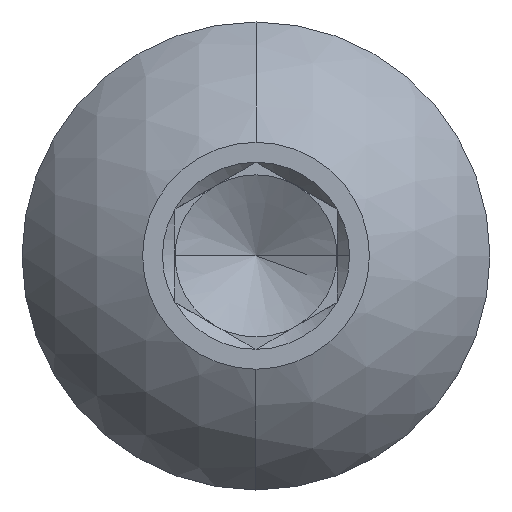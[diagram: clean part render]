
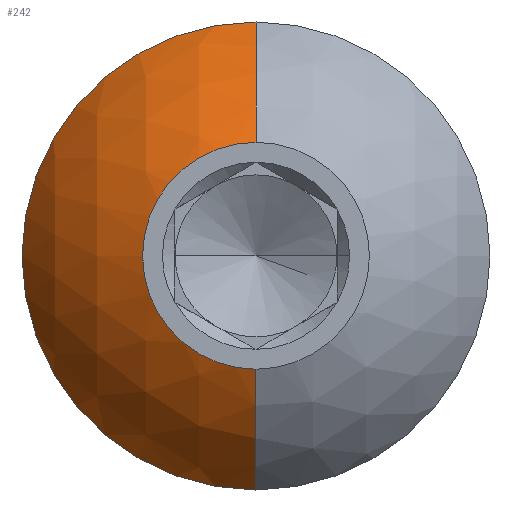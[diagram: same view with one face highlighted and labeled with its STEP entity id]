
A CAD part, top view. The second image highlights one B-rep face of the part: STEP entity #242.
In plain terms, the highlighted spherical face has radius 5.246 mm.
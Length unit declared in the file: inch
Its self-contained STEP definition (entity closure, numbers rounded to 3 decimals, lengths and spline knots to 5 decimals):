
#31 = EDGE_LOOP ( 'NONE', ( #408, #99, #303, #212, #561 ) ) ;
#58 = DIRECTION ( 'NONE',  ( 1., 0., 0. ) ) ;
#71 = DIRECTION ( 'NONE',  ( 0., 0., 1. ) ) ;
#97 = DIRECTION ( 'NONE',  ( 0., 1., 0. ) ) ;
#99 = ORIENTED_EDGE ( 'NONE', *, *, #458, .T. ) ;
#195 = CARTESIAN_POINT ( 'NONE',  ( 0., 0., 0.61343 ) ) ;
#198 = CARTESIAN_POINT ( 'NONE',  ( 0., -0.0875, 0.8005 ) ) ;
#210 = CARTESIAN_POINT ( 'NONE',  ( 0., -0.1805, 0.71379 ) ) ;
#212 = ORIENTED_EDGE ( 'NONE', *, *, #419, .F. ) ;
#229 = CARTESIAN_POINT ( 'NONE',  ( 0., 0., 0.61343 ) ) ;
#234 = AXIS2_PLACEMENT_3D ( 'NONE', #484, #762, #619 ) ;
#242 = ADVANCED_FACE ( 'NONE', ( #866 ), #302, .T. ) ;
#251 = AXIS2_PLACEMENT_3D ( 'NONE', #229, #543, #97 ) ;
#254 = CARTESIAN_POINT ( 'NONE',  ( -0.1805, 0., 0.71379 ) ) ;
#278 = VERTEX_POINT ( 'NONE', #884 ) ;
#302 = SPHERICAL_SURFACE ( 'NONE', #251, 0.20652 ) ;
#303 = ORIENTED_EDGE ( 'NONE', *, *, #867, .F. ) ;
#350 = CARTESIAN_POINT ( 'NONE',  ( 0., 0., 0.61343 ) ) ;
#359 = DIRECTION ( 'NONE',  ( 1., 0., 0. ) ) ;
#383 = CIRCLE ( 'NONE', #823, 0.20652 ) ;
#406 = CARTESIAN_POINT ( 'NONE',  ( 0., 0., 0.71379 ) ) ;
#408 = ORIENTED_EDGE ( 'NONE', *, *, #781, .T. ) ;
#419 = EDGE_CURVE ( 'NONE', #278, #469, #462, .T. ) ;
#420 = DIRECTION ( 'NONE',  ( -1., 0., 0. ) ) ;
#458 = EDGE_CURVE ( 'NONE', #892, #539, #383, .T. ) ;
#462 = CIRCLE ( 'NONE', #581, 0.20652 ) ;
#464 = EDGE_CURVE ( 'NONE', #278, #704, #507, .T. ) ;
#469 = VERTEX_POINT ( 'NONE', #763 ) ;
#484 = CARTESIAN_POINT ( 'NONE',  ( 0., 0., 0.71379 ) ) ;
#495 = DIRECTION ( 'NONE',  ( 0., -1., 0. ) ) ;
#507 = CIRCLE ( 'NONE', #896, 0.1805 ) ;
#539 = VERTEX_POINT ( 'NONE', #198 ) ;
#543 = DIRECTION ( 'NONE',  ( -1., 0., 0. ) ) ;
#561 = ORIENTED_EDGE ( 'NONE', *, *, #464, .T. ) ;
#573 = CARTESIAN_POINT ( 'NONE',  ( 0., 0., 0.8005 ) ) ;
#581 = AXIS2_PLACEMENT_3D ( 'NONE', #195, #58, #912 ) ;
#619 = DIRECTION ( 'NONE',  ( 1., 0., 0. ) ) ;
#639 = DIRECTION ( 'NONE',  ( 1., 0., 0. ) ) ;
#642 = CIRCLE ( 'NONE', #234, 0.1805 ) ;
#704 = VERTEX_POINT ( 'NONE', #254 ) ;
#752 = AXIS2_PLACEMENT_3D ( 'NONE', #573, #71, #359 ) ;
#762 = DIRECTION ( 'NONE',  ( 0., 0., 1. ) ) ;
#763 = CARTESIAN_POINT ( 'NONE',  ( 0., 0.0875, 0.8005 ) ) ;
#771 = DIRECTION ( 'NONE',  ( 0., 0., 1. ) ) ;
#781 = EDGE_CURVE ( 'NONE', #704, #892, #642, .T. ) ;
#786 = CIRCLE ( 'NONE', #752, 0.0875 ) ;
#823 = AXIS2_PLACEMENT_3D ( 'NONE', #350, #420, #495 ) ;
#866 = FACE_OUTER_BOUND ( 'NONE', #31, .T. ) ;
#867 = EDGE_CURVE ( 'NONE', #469, #539, #786, .T. ) ;
#884 = CARTESIAN_POINT ( 'NONE',  ( 0., 0.1805, 0.71379 ) ) ;
#892 = VERTEX_POINT ( 'NONE', #210 ) ;
#896 = AXIS2_PLACEMENT_3D ( 'NONE', #406, #771, #639 ) ;
#912 = DIRECTION ( 'NONE',  ( 0., 0., -1. ) ) ;
